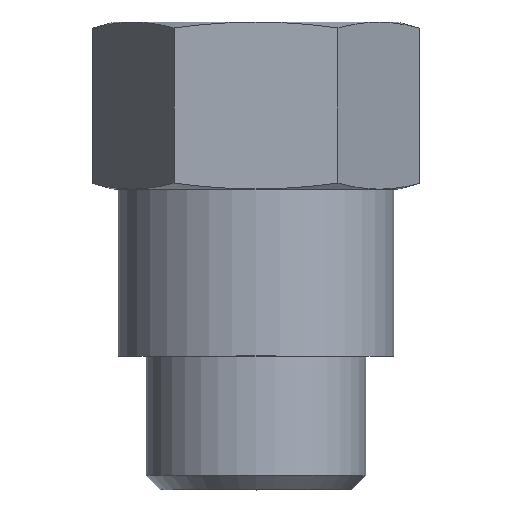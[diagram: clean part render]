
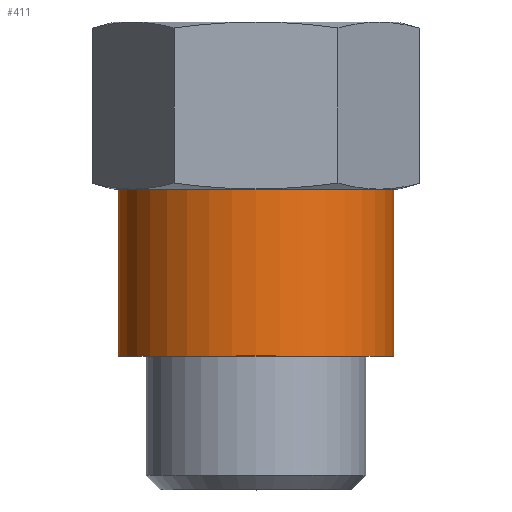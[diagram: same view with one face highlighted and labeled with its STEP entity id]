
A CAD part, top view. The second image highlights one B-rep face of the part: STEP entity #411.
In plain terms, the highlighted cylindrical face has radius 8.25 mm (diameter 16.5 mm), a full revolution.
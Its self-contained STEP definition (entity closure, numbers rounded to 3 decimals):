
#32=CYLINDRICAL_SURFACE('',#469,8.25);
#62=CIRCLE('',#468,8.25);
#63=CIRCLE('',#470,8.25);
#123=ORIENTED_EDGE('',*,*,#219,.F.);
#124=ORIENTED_EDGE('',*,*,#218,.T.);
#218=EDGE_CURVE('',#260,#260,#62,.T.);
#219=EDGE_CURVE('',#261,#261,#63,.T.);
#260=VERTEX_POINT('',#764);
#261=VERTEX_POINT('',#767);
#311=EDGE_LOOP('',(#123));
#312=EDGE_LOOP('',(#124));
#355=FACE_BOUND('',#311,.T.);
#356=FACE_BOUND('',#312,.T.);
#411=ADVANCED_FACE('',(#355,#356),#32,.T.);
#468=AXIS2_PLACEMENT_3D('',#763,#552,#553);
#469=AXIS2_PLACEMENT_3D('',#765,#554,#555);
#470=AXIS2_PLACEMENT_3D('',#766,#556,#557);
#552=DIRECTION('',(0.,-1.,0.));
#553=DIRECTION('',(0.,0.,-1.));
#554=DIRECTION('',(0.,-1.,0.));
#555=DIRECTION('',(0.,0.,-1.));
#556=DIRECTION('',(0.,-1.,0.));
#557=DIRECTION('',(0.,0.,-1.));
#763=CARTESIAN_POINT('',(0.,18.,0.));
#764=CARTESIAN_POINT('',(0.,18.,-8.25));
#765=CARTESIAN_POINT('',(0.,0.,0.));
#766=CARTESIAN_POINT('',(0.,8.,0.));
#767=CARTESIAN_POINT('',(0.,8.,-8.25));
